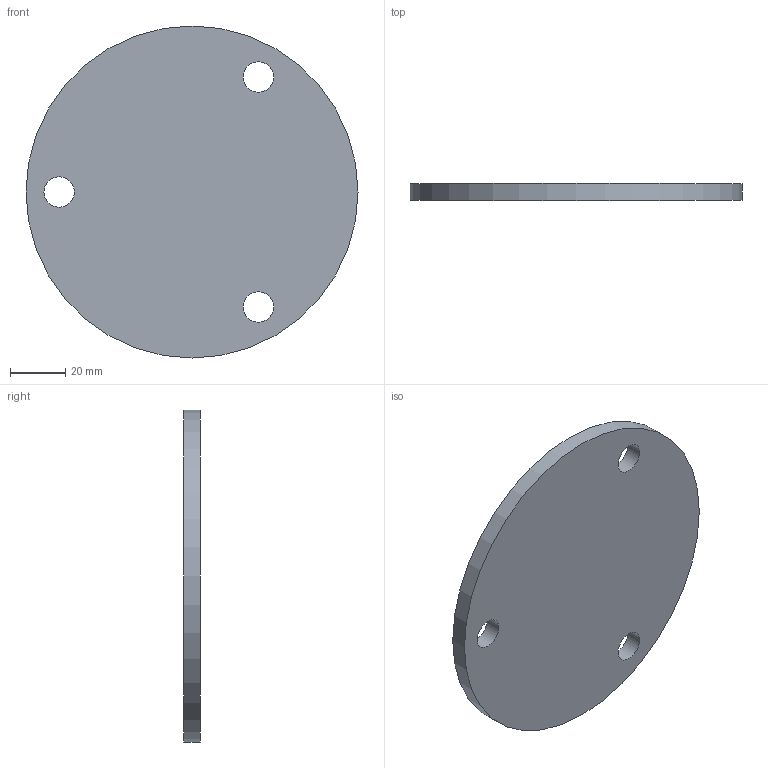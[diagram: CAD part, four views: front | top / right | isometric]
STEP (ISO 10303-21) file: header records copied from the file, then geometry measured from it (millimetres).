
FILE_DESCRIPTION(/* description */ (''),/* implementation_level */ '2;1');
FILE_NAME(/* name */ '41046.ipt.step',/* time_stamp */ '2022-07-18T12:57:03+02:00',/* author */ ('Abt. Technik'),/* organization */ ('Beurskens GmbH'),/* preprocessor_version */ 'ST-DEVELOPER v18.1',/* originating_system */ 'Autodesk Inventor 2022',/* authorisation */ '');
FILE_SCHEMA (('AUTOMOTIVE_DESIGN { 1 0 10303 214 3 1 1 }'));
Length unit declared in the file: millimetre
Products named in the file (1): 41046
Bounding box: 120 x 6 x 120 mm (x, y, z)
Volume: 66147.8 mm3; surface area: 24933.3 mm2
Topology: 1 solids, 1 shells, 6 faces, 12 edges, 8 vertices
Faces by surface type: cylinder 4, plane 2
Full cylindrical faces by diameter (mm): 11 x3, 120 x1
Entity records: 219 total; most frequent: DIRECTION 34, CARTESIAN_POINT 27, ORIENTED_EDGE 24, AXIS2_PLACEMENT_3D 15, EDGE_LOOP 12, EDGE_CURVE 12, CIRCLE 8, VERTEX_POINT 8
